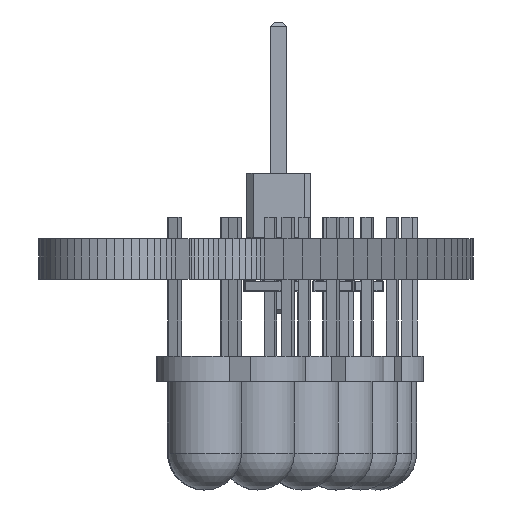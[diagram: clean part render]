
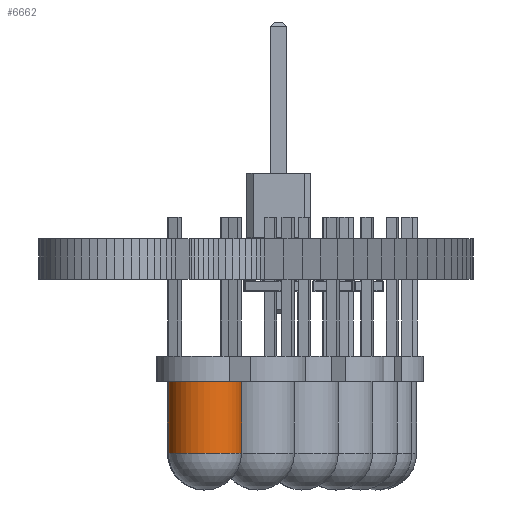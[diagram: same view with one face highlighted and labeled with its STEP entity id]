
A CAD part, front view. The second image highlights one B-rep face of the part: STEP entity #6662.
In plain terms, the highlighted cylindrical face has radius 1.45 mm (diameter 2.9 mm), a full revolution.
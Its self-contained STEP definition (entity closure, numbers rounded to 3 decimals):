
#6539 = VERTEX_POINT('',#6540);
#6540 = CARTESIAN_POINT('',(2.72,0.,6.85));
#6550 = SPHERICAL_SURFACE('',#6551,1.45);
#6551 = AXIS2_PLACEMENT_3D('',#6552,#6553,#6554);
#6552 = CARTESIAN_POINT('',(1.27,0.,6.85));
#6553 = DIRECTION('',(0.,0.,1.));
#6554 = DIRECTION('',(1.,0.,0.));
#6614 = EDGE_CURVE('',#6539,#6539,#6615,.T.);
#6615 = SURFACE_CURVE('',#6616,(#6621,#6650),.PCURVE_S1.);
#6616 = CIRCLE('',#6617,1.45);
#6617 = AXIS2_PLACEMENT_3D('',#6618,#6619,#6620);
#6618 = CARTESIAN_POINT('',(1.27,0.,6.85));
#6619 = DIRECTION('',(0.,0.,-1.));
#6620 = DIRECTION('',(1.,0.,0.));
#6621 = PCURVE('',#6550,#6622);
#6622 = DEFINITIONAL_REPRESENTATION('',(#6623),#6649);
#6623 = B_SPLINE_CURVE_WITH_KNOTS('',3,(#6624,#6625,#6626,#6627,#6628,
    #6629,#6630,#6631,#6632,#6633,#6634,#6635,#6636,#6637,#6638,#6639,
    #6640,#6641,#6642,#6643,#6644,#6645,#6646,#6647,#6648),
  .UNSPECIFIED.,.F.,.F.,(4,1,1,1,1,1,1,1,1,1,1,1,1,1,1,1,1,1,1,1,1,1,4),
  (0.,0.286,0.571,0.857,1.142,
    1.428,1.714,1.999,2.285,
    2.57,2.856,3.142,3.427,
    3.713,3.998,4.284,4.57,
    4.855,5.141,5.426,5.712,
    5.998,6.283),.QUASI_UNIFORM_KNOTS.);
#6624 = CARTESIAN_POINT('',(6.283,0.));
#6625 = CARTESIAN_POINT('',(6.188,0.));
#6626 = CARTESIAN_POINT('',(5.998,0.));
#6627 = CARTESIAN_POINT('',(5.712,0.));
#6628 = CARTESIAN_POINT('',(5.426,0.));
#6629 = CARTESIAN_POINT('',(5.141,0.));
#6630 = CARTESIAN_POINT('',(4.855,0.));
#6631 = CARTESIAN_POINT('',(4.57,0.));
#6632 = CARTESIAN_POINT('',(4.284,0.));
#6633 = CARTESIAN_POINT('',(3.998,0.));
#6634 = CARTESIAN_POINT('',(3.713,0.));
#6635 = CARTESIAN_POINT('',(3.427,0.));
#6636 = CARTESIAN_POINT('',(3.142,0.));
#6637 = CARTESIAN_POINT('',(2.856,0.));
#6638 = CARTESIAN_POINT('',(2.57,0.));
#6639 = CARTESIAN_POINT('',(2.285,0.));
#6640 = CARTESIAN_POINT('',(1.999,0.));
#6641 = CARTESIAN_POINT('',(1.714,0.));
#6642 = CARTESIAN_POINT('',(1.428,0.));
#6643 = CARTESIAN_POINT('',(1.142,0.));
#6644 = CARTESIAN_POINT('',(0.857,0.));
#6645 = CARTESIAN_POINT('',(0.571,0.));
#6646 = CARTESIAN_POINT('',(0.286,0.));
#6647 = CARTESIAN_POINT('',(0.095,0.));
#6648 = CARTESIAN_POINT('',(0.,0.));
#6649 = ( GEOMETRIC_REPRESENTATION_CONTEXT(2) 
PARAMETRIC_REPRESENTATION_CONTEXT() REPRESENTATION_CONTEXT('2D SPACE',''
  ) );
#6650 = PCURVE('',#6651,#6656);
#6651 = CYLINDRICAL_SURFACE('',#6652,1.45);
#6652 = AXIS2_PLACEMENT_3D('',#6653,#6654,#6655);
#6653 = CARTESIAN_POINT('',(1.27,0.,6.85));
#6654 = DIRECTION('',(0.,0.,-1.));
#6655 = DIRECTION('',(1.,0.,0.));
#6656 = DEFINITIONAL_REPRESENTATION('',(#6657),#6661);
#6657 = LINE('',#6658,#6659);
#6658 = CARTESIAN_POINT('',(0.,0.));
#6659 = VECTOR('',#6660,1.);
#6660 = DIRECTION('',(1.,0.));
#6661 = ( GEOMETRIC_REPRESENTATION_CONTEXT(2) 
PARAMETRIC_REPRESENTATION_CONTEXT() REPRESENTATION_CONTEXT('2D SPACE',''
  ) );
#6662 = ADVANCED_FACE('',(#6663),#6651,.T.);
#6663 = FACE_BOUND('',#6664,.T.);
#6664 = EDGE_LOOP('',(#6665,#6688,#6689,#6690));
#6665 = ORIENTED_EDGE('',*,*,#6666,.F.);
#6666 = EDGE_CURVE('',#6539,#6667,#6669,.T.);
#6667 = VERTEX_POINT('',#6668);
#6668 = CARTESIAN_POINT('',(2.72,0.,4.));
#6669 = SEAM_CURVE('',#6670,(#6674,#6681),.PCURVE_S1.);
#6670 = LINE('',#6671,#6672);
#6671 = CARTESIAN_POINT('',(2.72,0.,6.85));
#6672 = VECTOR('',#6673,1.);
#6673 = DIRECTION('',(0.,0.,-1.));
#6674 = PCURVE('',#6651,#6675);
#6675 = DEFINITIONAL_REPRESENTATION('',(#6676),#6680);
#6676 = LINE('',#6677,#6678);
#6677 = CARTESIAN_POINT('',(0.,0.));
#6678 = VECTOR('',#6679,1.);
#6679 = DIRECTION('',(0.,1.));
#6680 = ( GEOMETRIC_REPRESENTATION_CONTEXT(2) 
PARAMETRIC_REPRESENTATION_CONTEXT() REPRESENTATION_CONTEXT('2D SPACE',''
  ) );
#6681 = PCURVE('',#6651,#6682);
#6682 = DEFINITIONAL_REPRESENTATION('',(#6683),#6687);
#6683 = LINE('',#6684,#6685);
#6684 = CARTESIAN_POINT('',(6.283,0.));
#6685 = VECTOR('',#6686,1.);
#6686 = DIRECTION('',(0.,1.));
#6687 = ( GEOMETRIC_REPRESENTATION_CONTEXT(2) 
PARAMETRIC_REPRESENTATION_CONTEXT() REPRESENTATION_CONTEXT('2D SPACE',''
  ) );
#6688 = ORIENTED_EDGE('',*,*,#6614,.T.);
#6689 = ORIENTED_EDGE('',*,*,#6666,.T.);
#6690 = ORIENTED_EDGE('',*,*,#6691,.F.);
#6691 = EDGE_CURVE('',#6667,#6667,#6692,.T.);
#6692 = SURFACE_CURVE('',#6693,(#6698,#6705),.PCURVE_S1.);
#6693 = CIRCLE('',#6694,1.45);
#6694 = AXIS2_PLACEMENT_3D('',#6695,#6696,#6697);
#6695 = CARTESIAN_POINT('',(1.27,0.,4.));
#6696 = DIRECTION('',(0.,0.,-1.));
#6697 = DIRECTION('',(1.,0.,0.));
#6698 = PCURVE('',#6651,#6699);
#6699 = DEFINITIONAL_REPRESENTATION('',(#6700),#6704);
#6700 = LINE('',#6701,#6702);
#6701 = CARTESIAN_POINT('',(0.,2.85));
#6702 = VECTOR('',#6703,1.);
#6703 = DIRECTION('',(1.,0.));
#6704 = ( GEOMETRIC_REPRESENTATION_CONTEXT(2) 
PARAMETRIC_REPRESENTATION_CONTEXT() REPRESENTATION_CONTEXT('2D SPACE',''
  ) );
#6705 = PCURVE('',#6706,#6711);
#6706 = PLANE('',#6707);
#6707 = AXIS2_PLACEMENT_3D('',#6708,#6709,#6710);
#6708 = CARTESIAN_POINT('',(-0.23,-1.166,4.));
#6709 = DIRECTION('',(0.,0.,-1.));
#6710 = DIRECTION('',(-1.,0.,0.));
#6711 = DEFINITIONAL_REPRESENTATION('',(#6712),#6716);
#6712 = CIRCLE('',#6713,1.45);
#6713 = AXIS2_PLACEMENT_2D('',#6714,#6715);
#6714 = CARTESIAN_POINT('',(-1.5,1.166));
#6715 = DIRECTION('',(-1.,0.));
#6716 = ( GEOMETRIC_REPRESENTATION_CONTEXT(2) 
PARAMETRIC_REPRESENTATION_CONTEXT() REPRESENTATION_CONTEXT('2D SPACE',''
  ) );
